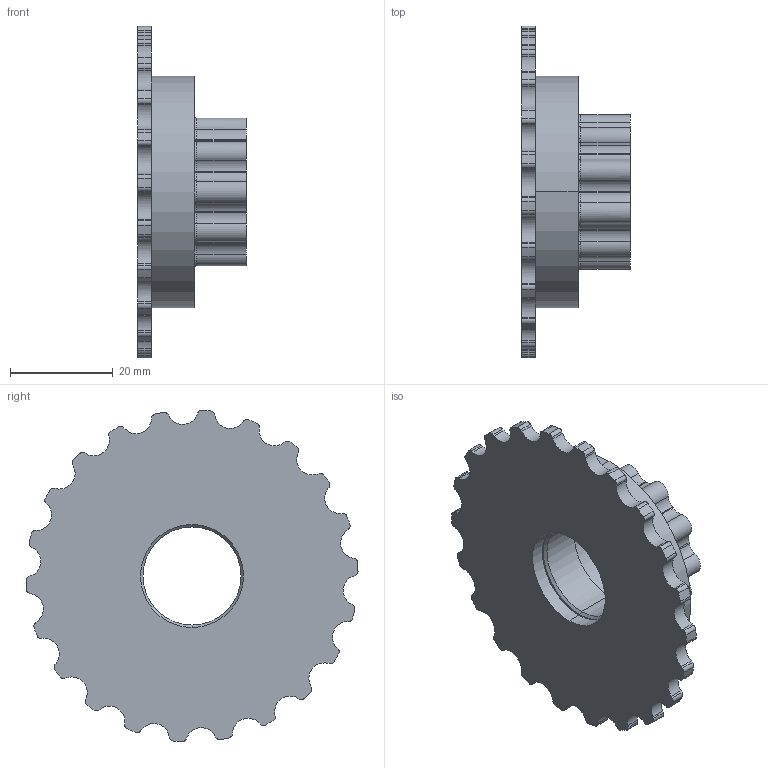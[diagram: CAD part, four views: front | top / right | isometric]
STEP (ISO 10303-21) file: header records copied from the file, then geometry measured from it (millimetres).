
FILE_DESCRIPTION (( 'STEP AP214' ), '1' );
FILE_NAME ('Quote 2Pin Clutch Arm_Weapon-Boss-Extrude2.STEP', '2025-08-28T22:58:15', ( '' ), ( '' ), 'SwSTEP 2.0', 'SolidWorks 2024', '' );
FILE_SCHEMA (( 'AUTOMOTIVE_DESIGN' ));
Length unit declared in the file: millimetre
Products named in the file (1): Quote 2Pin Clutch Arm_Weapon-Boss-Extrude2
Bounding box: 21.15 x 64.48 x 64.39 mm (x, y, z)
Volume: 20398.6 mm3; surface area: 9722.6 mm2
Topology: 1 solids, 1 shells, 266 faces, 732 edges, 473 vertices
Faces by surface type: cylinder 164, plane 51, torus 49, cone 2
Entity records: 8677 total; most frequent: DIRECTION 1700, CARTESIAN_POINT 1472, ORIENTED_EDGE 1464, EDGE_CURVE 732, AXIS2_PLACEMENT_3D 701, VERTEX_POINT 473, CIRCLE 434, VECTOR 298
